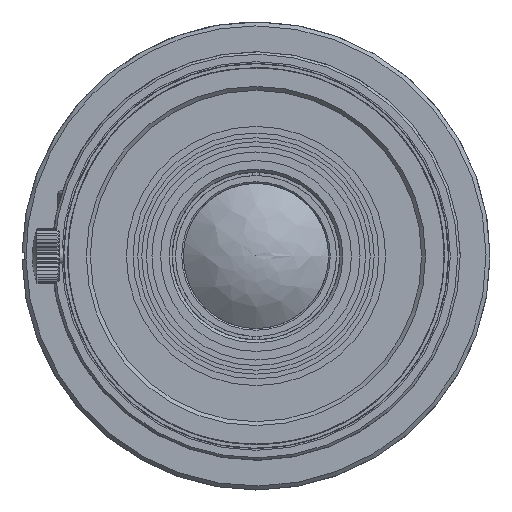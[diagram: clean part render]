
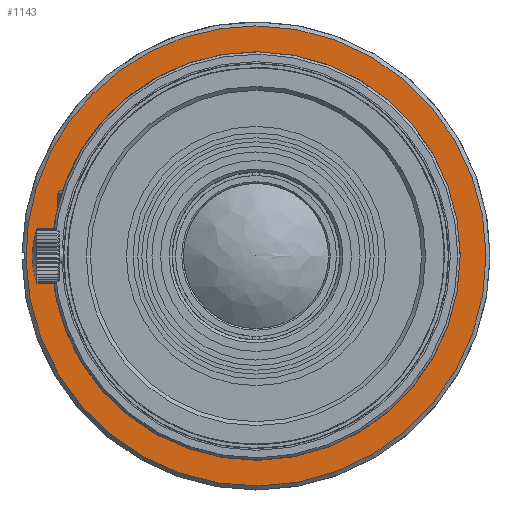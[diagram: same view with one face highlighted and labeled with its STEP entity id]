
A CAD part, left-side view. The second image highlights one B-rep face of the part: STEP entity #1143.
In plain terms, the highlighted planar face has unit normal (-1, 0, 0).
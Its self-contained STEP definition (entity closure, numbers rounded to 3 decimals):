
#274=PLANE('',#12378);
#1143=ADVANCED_FACE('',(#3229,#3230),#274,.F.);
#2722=CIRCLE('',#12372,29.3);
#2724=CIRCLE('',#12377,26.);
#3229=FACE_BOUND('',#3790,.T.);
#3230=FACE_BOUND('',#3791,.T.);
#3790=EDGE_LOOP('',(#6120));
#3791=EDGE_LOOP('',(#6121));
#6120=ORIENTED_EDGE('',*,*,#10272,.T.);
#6121=ORIENTED_EDGE('',*,*,#10264,.F.);
#8697=VERTEX_POINT('',#21072);
#8705=VERTEX_POINT('',#21091);
#10264=EDGE_CURVE('',#8697,#8697,#2722,.T.);
#10272=EDGE_CURVE('',#8705,#8705,#2724,.T.);
#12372=AXIS2_PLACEMENT_3D('',#21071,#13770,#13771);
#12377=AXIS2_PLACEMENT_3D('',#21090,#13786,#13787);
#12378=AXIS2_PLACEMENT_3D('',#21092,#13788,#13789);
#13770=DIRECTION('',(1.,0.,0.));
#13771=DIRECTION('',(0.,0.,1.));
#13786=DIRECTION('',(1.,0.,0.));
#13787=DIRECTION('',(0.,0.,1.));
#13788=DIRECTION('',(1.,0.,0.));
#13789=DIRECTION('',(0.,0.,-1.));
#21071=CARTESIAN_POINT('',(-48.2,0.,0.));
#21072=CARTESIAN_POINT('',(-48.2,0.,29.3));
#21090=CARTESIAN_POINT('',(-48.2,0.,0.));
#21091=CARTESIAN_POINT('',(-48.2,0.,26.));
#21092=CARTESIAN_POINT('',(-48.2,29.3,0.));
